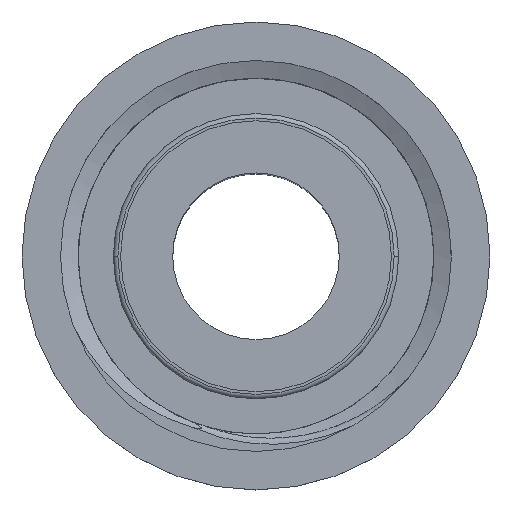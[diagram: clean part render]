
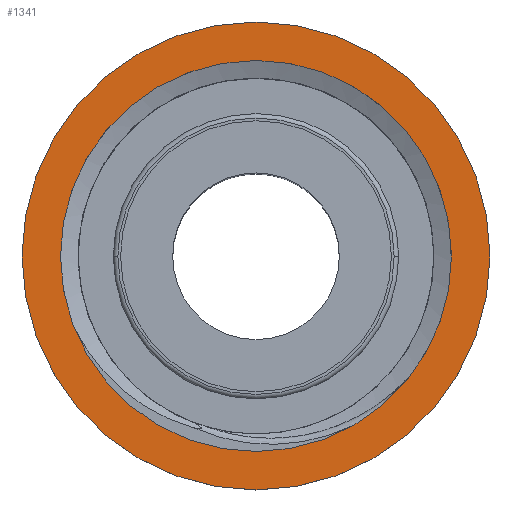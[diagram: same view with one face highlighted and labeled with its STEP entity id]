
A CAD part, top view. The second image highlights one B-rep face of the part: STEP entity #1341.
In plain terms, the highlighted planar face has unit normal (0, 0, 1).
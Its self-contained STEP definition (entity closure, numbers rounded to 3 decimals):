
#919=PLANE('',#2683);
#965=FACE_BOUND('',#1544,.T.);
#966=FACE_BOUND('',#1545,.T.);
#1049=CIRCLE('',#2680,30.5);
#1050=CIRCLE('',#2681,36.5);
#1051=CIRCLE('',#2682,36.5);
#1341=ADVANCED_FACE('',(#965,#966),#919,.T.);
#1544=EDGE_LOOP('',(#1839));
#1545=EDGE_LOOP('',(#1840,#1841));
#1839=ORIENTED_EDGE('',*,*,#2415,.F.);
#1840=ORIENTED_EDGE('',*,*,#2416,.T.);
#1841=ORIENTED_EDGE('',*,*,#2417,.F.);
#2219=VERTEX_POINT('',#4767);
#2220=VERTEX_POINT('',#4769);
#2221=VERTEX_POINT('',#4770);
#2415=EDGE_CURVE('',#2219,#2219,#1049,.T.);
#2416=EDGE_CURVE('',#2220,#2221,#1050,.T.);
#2417=EDGE_CURVE('',#2220,#2221,#1051,.T.);
#2680=AXIS2_PLACEMENT_3D('',#4766,#3016,#3017);
#2681=AXIS2_PLACEMENT_3D('',#4768,#3018,#3019);
#2682=AXIS2_PLACEMENT_3D('',#4771,#3020,#3021);
#2683=AXIS2_PLACEMENT_3D('',#4772,#3022,#3023);
#3016=DIRECTION('',(0.,0.,1.));
#3017=DIRECTION('',(1.,0.,0.));
#3018=DIRECTION('',(0.,0.,1.));
#3019=DIRECTION('',(-1.,0.,0.));
#3020=DIRECTION('',(0.,0.,-1.));
#3021=DIRECTION('',(-1.,0.,0.));
#3022=DIRECTION('',(0.,0.,1.));
#3023=DIRECTION('',(-1.,0.,0.));
#4766=CARTESIAN_POINT('',(0.,0.,0.));
#4767=CARTESIAN_POINT('',(30.5,0.,0.));
#4768=CARTESIAN_POINT('',(0.,0.,0.));
#4769=CARTESIAN_POINT('',(-36.5,0.,0.));
#4770=CARTESIAN_POINT('',(36.5,0.,0.));
#4771=CARTESIAN_POINT('',(0.,0.,0.));
#4772=CARTESIAN_POINT('',(0.,0.,0.));
